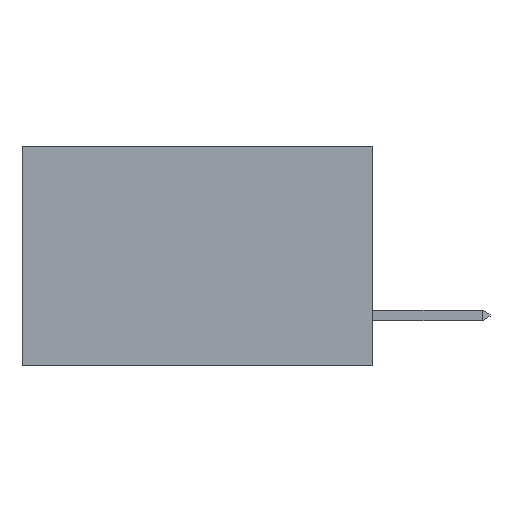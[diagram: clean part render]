
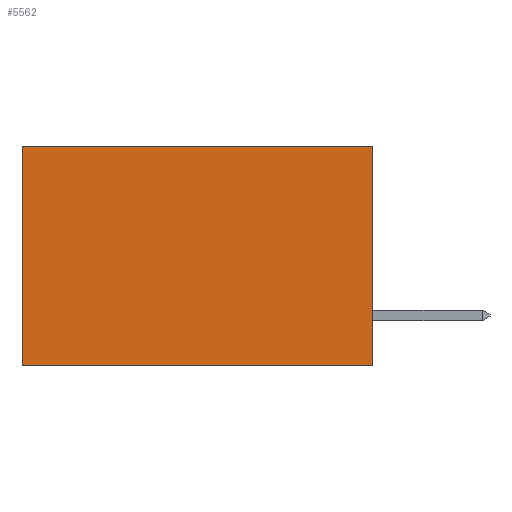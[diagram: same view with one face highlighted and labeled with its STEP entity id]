
A CAD part, left-side view. The second image highlights one B-rep face of the part: STEP entity #5562.
In plain terms, the highlighted planar face has unit normal (-1, 0, 0).
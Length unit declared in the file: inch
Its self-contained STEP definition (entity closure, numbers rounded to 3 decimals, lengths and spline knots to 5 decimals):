
#433 = VECTOR ( 'NONE', #5808, 39.37008 ) ;
#679 = VERTEX_POINT ( 'NONE', #7157 ) ;
#1141 = EDGE_CURVE ( 'NONE', #6634, #9257, #8605, .T. ) ;
#1645 = CARTESIAN_POINT ( 'NONE',  ( 0.277, 0., -0.37 ) ) ;
#1948 = DIRECTION ( 'NONE',  ( 0., 0., -1. ) ) ;
#1955 = AXIS2_PLACEMENT_3D ( 'NONE', #1645, #2291, #2350 ) ;
#2055 = CARTESIAN_POINT ( 'NONE',  ( 0.277, 0.59, -0.37 ) ) ;
#2291 = DIRECTION ( 'NONE',  ( 1., 0., 0. ) ) ;
#2303 = PLANE ( 'NONE',  #1955 ) ;
#2350 = DIRECTION ( 'NONE',  ( 0., 0., -1. ) ) ;
#2474 = VECTOR ( 'NONE', #4208, 39.37008 ) ;
#3279 = VECTOR ( 'NONE', #6970, 39.37008 ) ;
#3300 = CARTESIAN_POINT ( 'NONE',  ( 0.277, 0., 0. ) ) ;
#3358 = EDGE_CURVE ( 'NONE', #679, #7205, #6427, .T. ) ;
#3708 = CARTESIAN_POINT ( 'NONE',  ( 0.277, 0., -0.37 ) ) ;
#3744 = CARTESIAN_POINT ( 'NONE',  ( 0.277, 0., -0.37 ) ) ;
#3881 = EDGE_LOOP ( 'NONE', ( #4263, #4448, #4502, #4619 ) ) ;
#4208 = DIRECTION ( 'NONE',  ( 0., 1., 0. ) ) ;
#4263 = ORIENTED_EDGE ( 'NONE', *, *, #8750, .T. ) ;
#4448 = ORIENTED_EDGE ( 'NONE', *, *, #1141, .F. ) ;
#4502 = ORIENTED_EDGE ( 'NONE', *, *, #5056, .F. ) ;
#4619 = ORIENTED_EDGE ( 'NONE', *, *, #3358, .T. ) ;
#5046 = VECTOR ( 'NONE', #1948, 39.37008 ) ;
#5056 = EDGE_CURVE ( 'NONE', #679, #6634, #5341, .T. ) ;
#5341 = LINE ( 'NONE', #3744, #3279 ) ;
#5562 = ADVANCED_FACE ( 'NONE', ( #6814 ), #2303, .F. ) ;
#5808 = DIRECTION ( 'NONE',  ( 0., 1., 0. ) ) ;
#6427 = LINE ( 'NONE', #3300, #433 ) ;
#6634 = VERTEX_POINT ( 'NONE', #3708 ) ;
#6814 = FACE_OUTER_BOUND ( 'NONE', #3881, .T. ) ;
#6970 = DIRECTION ( 'NONE',  ( 0., 0., -1. ) ) ;
#6998 = CARTESIAN_POINT ( 'NONE',  ( 0.277, 0.59, 0. ) ) ;
#7157 = CARTESIAN_POINT ( 'NONE',  ( 0.277, 0., 0. ) ) ;
#7205 = VERTEX_POINT ( 'NONE', #6998 ) ;
#7358 = CARTESIAN_POINT ( 'NONE',  ( 0.277, 0.59, -0.37 ) ) ;
#7891 = CARTESIAN_POINT ( 'NONE',  ( 0.277, 0., -0.37 ) ) ;
#8605 = LINE ( 'NONE', #7891, #2474 ) ;
#8750 = EDGE_CURVE ( 'NONE', #7205, #9257, #9286, .T. ) ;
#9257 = VERTEX_POINT ( 'NONE', #7358 ) ;
#9286 = LINE ( 'NONE', #2055, #5046 ) ;
